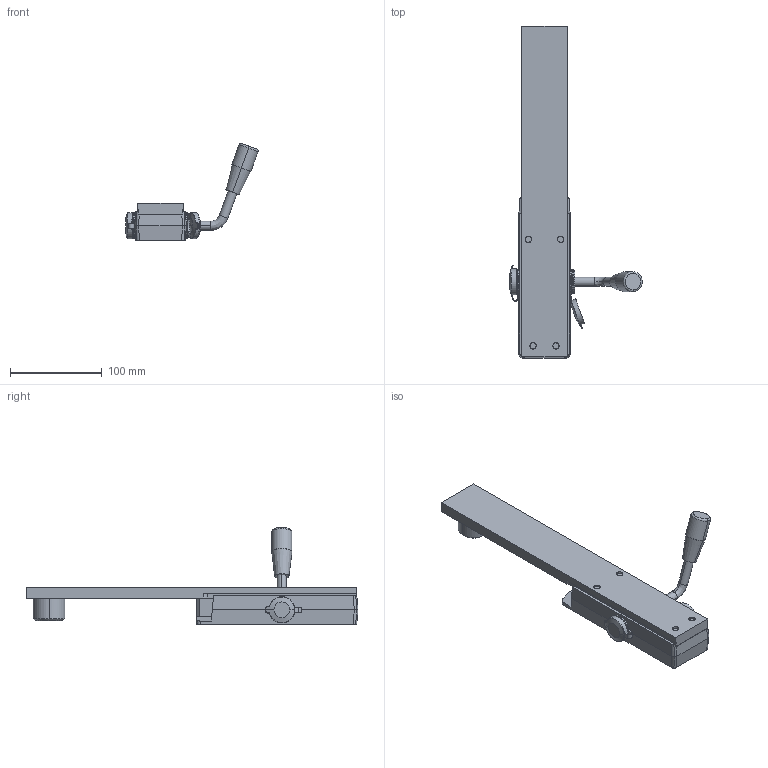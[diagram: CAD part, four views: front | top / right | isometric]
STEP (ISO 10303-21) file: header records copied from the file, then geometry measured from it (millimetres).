
FILE_DESCRIPTION (( 'STEP AP203' ), '1' );
FILE_NAME ('RL650_SISTEMA DI SBLOCCO A LEVA STANDARD PER CASSA DI FONDAZIONE SERIE FU.STEP', '2019-03-28T15:01:03', ( 'workstation' ), ( 'Hewlett-Packard Company' ), 'SwSTEP 2.0', 'SolidWorks 2016', '' );
FILE_SCHEMA (( 'CONFIG_CONTROL_DESIGN' ));
Length unit declared in the file: millimetre
Products named in the file (1): RL650_SISTEMA DI SBLOCCO A LEVA STANDARD PER CASSA DI FONDAZIONE SERIE FU
Bounding box: 143.91 x 361.12 x 105.64 mm (x, y, z)
Surface area: 105950 mm2 (no closed solid volume)
Topology: 0 solids, 48 shells, 491 faces, 1472 edges, 998 vertices
Faces by surface type: cylinder 146, plane 140, bspline 132, cone 44, torus 23, sphere 6
Entity records: 34664 total; most frequent: CARTESIAN_POINT 23199, ORIENTED_EDGE 2407, DIRECTION 1897, EDGE_CURVE 1445, VERTEX_POINT 996, AXIS2_PLACEMENT_3D 682, VECTOR 533, LINE 533
